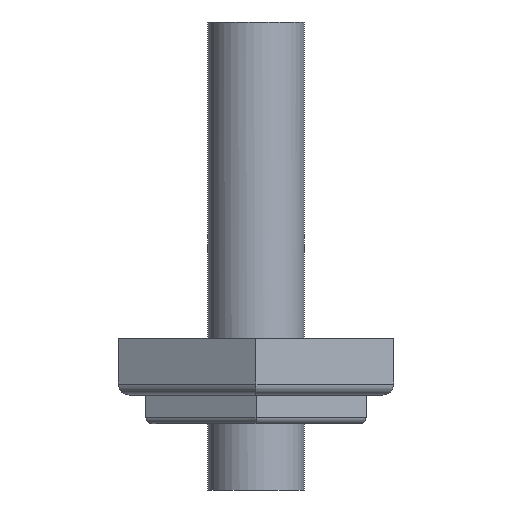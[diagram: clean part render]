
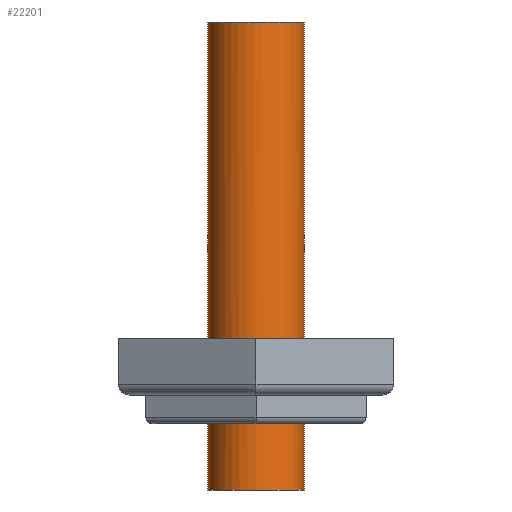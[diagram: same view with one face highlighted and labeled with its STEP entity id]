
A CAD part, front view. The second image highlights one B-rep face of the part: STEP entity #22201.
In plain terms, the highlighted cylindrical face has radius 17.5 mm (diameter 35 mm), a full revolution.
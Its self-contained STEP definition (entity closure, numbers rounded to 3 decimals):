
#1801=FACE_OUTER_BOUND('',#3494,.T.);
#3494=EDGE_LOOP('',(#16431,#16432,#16433,#16434,#16435,#16436,#16437,#16438));
#5071=CIRCLE('',#23971,17.5);
#5072=CIRCLE('',#23973,17.5);
#5077=CIRCLE('',#23981,17.5);
#5078=CIRCLE('',#23982,17.5);
#5643=LINE('',#46034,#8276);
#5649=LINE('',#46049,#8282);
#5652=LINE('',#46070,#8285);
#8276=VECTOR('',#26128,10.);
#8282=VECTOR('',#26142,10.);
#8285=VECTOR('',#26169,17.5);
#11085=VERTEX_POINT('',#46030);
#11087=VERTEX_POINT('',#46033);
#11091=VERTEX_POINT('',#46045);
#11092=VERTEX_POINT('',#46047);
#11093=VERTEX_POINT('',#46053);
#11098=VERTEX_POINT('',#46068);
#12783=EDGE_CURVE('',#11087,#11085,#5643,.T.);
#12791=EDGE_CURVE('',#11091,#11092,#5649,.T.);
#12792=EDGE_CURVE('',#11092,#11087,#5071,.T.);
#12793=EDGE_CURVE('',#11093,#11093,#5072,.T.);
#12800=EDGE_CURVE('',#11098,#11085,#5077,.T.);
#12801=EDGE_CURVE('',#11098,#11093,#5652,.T.);
#12802=EDGE_CURVE('',#11091,#11098,#5078,.T.);
#16431=ORIENTED_EDGE('',*,*,#12783,.T.);
#16432=ORIENTED_EDGE('',*,*,#12800,.F.);
#16433=ORIENTED_EDGE('',*,*,#12801,.T.);
#16434=ORIENTED_EDGE('',*,*,#12793,.T.);
#16435=ORIENTED_EDGE('',*,*,#12801,.F.);
#16436=ORIENTED_EDGE('',*,*,#12802,.F.);
#16437=ORIENTED_EDGE('',*,*,#12791,.T.);
#16438=ORIENTED_EDGE('',*,*,#12792,.T.);
#22010=CYLINDRICAL_SURFACE('',#23980,17.5);
#22201=ADVANCED_FACE('',(#1801),#22010,.T.);
#23971=AXIS2_PLACEMENT_3D('',#46051,#26145,#26146);
#23973=AXIS2_PLACEMENT_3D('',#46054,#26149,#26150);
#23980=AXIS2_PLACEMENT_3D('',#46067,#26165,#26166);
#23981=AXIS2_PLACEMENT_3D('',#46069,#26167,#26168);
#23982=AXIS2_PLACEMENT_3D('',#46071,#26170,#26171);
#26128=DIRECTION('',(0.,0.,1.));
#26142=DIRECTION('',(0.,0.,-1.));
#26145=DIRECTION('center_axis',(0.,0.,-1.));
#26146=DIRECTION('ref_axis',(1.,0.,0.));
#26149=DIRECTION('center_axis',(0.,0.,1.));
#26150=DIRECTION('ref_axis',(1.,0.,0.));
#26165=DIRECTION('center_axis',(0.,0.,1.));
#26166=DIRECTION('ref_axis',(1.,0.,0.));
#26167=DIRECTION('center_axis',(0.,0.,1.));
#26168=DIRECTION('ref_axis',(1.,0.,0.));
#26169=DIRECTION('',(0.,0.,-1.));
#26170=DIRECTION('center_axis',(0.,0.,1.));
#26171=DIRECTION('ref_axis',(1.,0.,0.));
#46030=CARTESIAN_POINT('',(-35.,106.771,130.));
#46033=CARTESIAN_POINT('',(-35.,106.771,109.));
#46034=CARTESIAN_POINT('',(-35.,106.771,-40.));
#46045=CARTESIAN_POINT('',(-45.,106.771,130.));
#46047=CARTESIAN_POINT('',(-45.,106.771,109.));
#46049=CARTESIAN_POINT('',(-45.,106.771,-40.));
#46051=CARTESIAN_POINT('Origin',(-40.,90.,109.));
#46053=CARTESIAN_POINT('',(-57.5,90.,-40.));
#46054=CARTESIAN_POINT('Origin',(-40.,90.,-40.));
#46067=CARTESIAN_POINT('Origin',(-40.,90.,-40.));
#46068=CARTESIAN_POINT('',(-57.5,90.,130.));
#46069=CARTESIAN_POINT('Origin',(-40.,90.,130.));
#46070=CARTESIAN_POINT('',(-57.5,90.,-40.));
#46071=CARTESIAN_POINT('Origin',(-40.,90.,130.));
